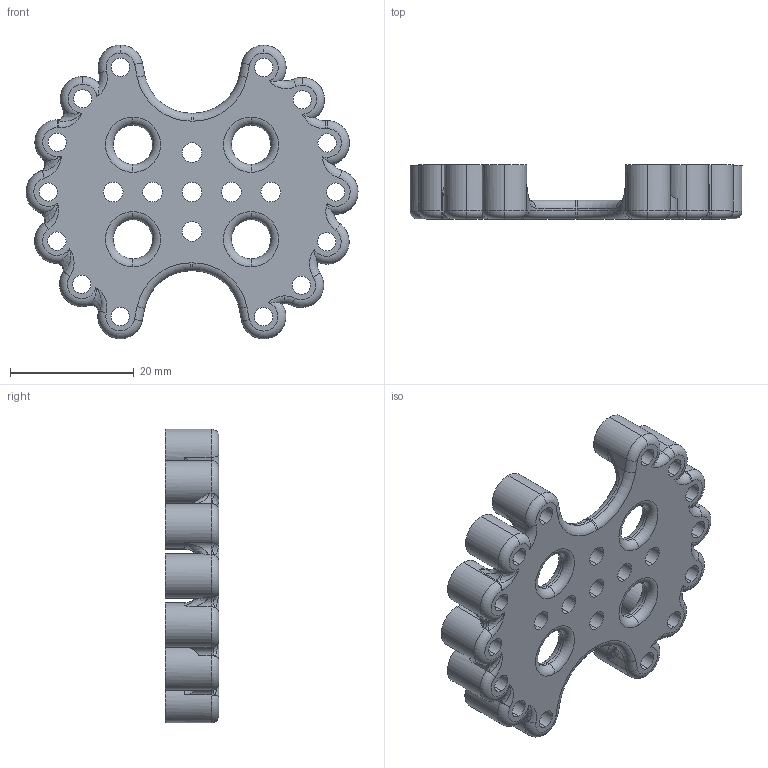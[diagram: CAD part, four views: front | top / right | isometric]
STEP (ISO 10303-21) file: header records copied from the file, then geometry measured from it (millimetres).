
FILE_DESCRIPTION (( 'STEP AP203' ), '1' );
FILE_NAME ('circuit-playground-express-wood-bracket.STEP', '2024-03-22T02:00:55', ( '' ), ( '' ), 'SwSTEP 2.0', 'SolidWorks 2023', '' );
FILE_SCHEMA (( 'CONFIG_CONTROL_DESIGN' ));
Length unit declared in the file: inch
Products named in the file (1): circuit-playground-express-wood-bracket
Bounding box: 53.55 x 8.7 x 47.4 mm (x, y, z)
Volume: 6558.6 mm3; surface area: 6895.4 mm2
Topology: 1 solids, 1 shells, 261 faces, 654 edges, 399 vertices
Faces by surface type: cylinder 132, torus 72, plane 36, bspline 21
Entity records: 9184 total; most frequent: CARTESIAN_POINT 2732, DIRECTION 1442, ORIENTED_EDGE 1288, EDGE_CURVE 644, AXIS2_PLACEMENT_3D 641, CIRCLE 400, VERTEX_POINT 399, EDGE_LOOP 325
